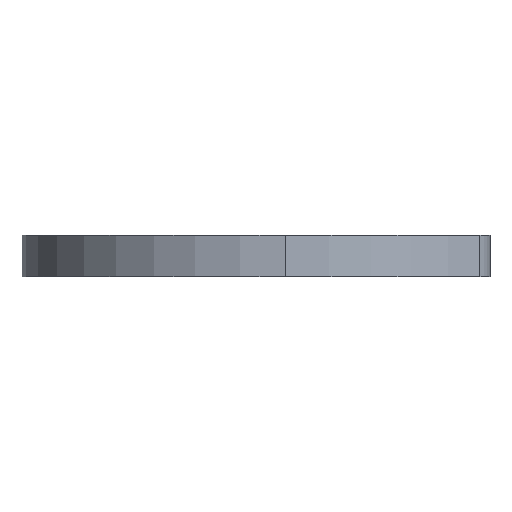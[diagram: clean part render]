
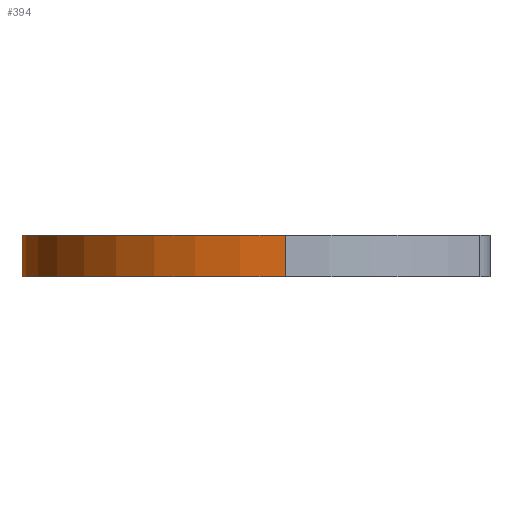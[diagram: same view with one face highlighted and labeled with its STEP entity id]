
A CAD part, left-side view. The second image highlights one B-rep face of the part: STEP entity #394.
In plain terms, the highlighted cylindrical face has radius 3.848 mm (diameter 7.697 mm), a partial arc.
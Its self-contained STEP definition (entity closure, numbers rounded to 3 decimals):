
#39 = CARTESIAN_POINT ( 'NONE',  ( 0., 0., 0. ) ) ;
#61 = CARTESIAN_POINT ( 'NONE',  ( 0., 0., -0.6 ) ) ;
#73 = EDGE_CURVE ( 'NONE', #181, #125, #687, .T. ) ;
#79 = LINE ( 'NONE', #430, #433 ) ;
#88 = CARTESIAN_POINT ( 'NONE',  ( -3.848, 0., 0. ) ) ;
#125 = VERTEX_POINT ( 'NONE', #88 ) ;
#181 = VERTEX_POINT ( 'NONE', #424 ) ;
#228 = EDGE_CURVE ( 'NONE', #447, #125, #290, .T. ) ;
#245 = DIRECTION ( 'NONE',  ( 0., 0., 1. ) ) ;
#269 = DIRECTION ( 'NONE',  ( 1., 0., 0. ) ) ;
#286 = DIRECTION ( 'NONE',  ( 0., 0., 1. ) ) ;
#290 = LINE ( 'NONE', #427, #521 ) ;
#291 = AXIS2_PLACEMENT_3D ( 'NONE', #39, #286, #269 ) ;
#308 = DIRECTION ( 'NONE',  ( 1., 0., 0. ) ) ;
#354 = EDGE_CURVE ( 'NONE', #650, #181, #79, .T. ) ;
#356 = CIRCLE ( 'NONE', #411, 3.848 ) ;
#363 = AXIS2_PLACEMENT_3D ( 'NONE', #61, #508, #308 ) ;
#368 = DIRECTION ( 'NONE',  ( 0., 0., 1. ) ) ;
#394 = ADVANCED_FACE ( 'NONE', ( #566 ), #738, .T. ) ;
#411 = AXIS2_PLACEMENT_3D ( 'NONE', #549, #245, #683 ) ;
#415 = EDGE_LOOP ( 'NONE', ( #715, #671, #782, #757 ) ) ;
#424 = CARTESIAN_POINT ( 'NONE',  ( 3.848, 0., 0. ) ) ;
#427 = CARTESIAN_POINT ( 'NONE',  ( -3.848, 0., -0.6 ) ) ;
#430 = CARTESIAN_POINT ( 'NONE',  ( 3.848, 0., -0.6 ) ) ;
#433 = VECTOR ( 'NONE', #368, 1000. ) ;
#447 = VERTEX_POINT ( 'NONE', #526 ) ;
#508 = DIRECTION ( 'NONE',  ( 0., 0., 1. ) ) ;
#521 = VECTOR ( 'NONE', #670, 1000. ) ;
#526 = CARTESIAN_POINT ( 'NONE',  ( -3.848, 0., -0.6 ) ) ;
#549 = CARTESIAN_POINT ( 'NONE',  ( 0., 0., -0.6 ) ) ;
#566 = FACE_OUTER_BOUND ( 'NONE', #415, .T. ) ;
#596 = CARTESIAN_POINT ( 'NONE',  ( 3.848, 0., -0.6 ) ) ;
#650 = VERTEX_POINT ( 'NONE', #596 ) ;
#670 = DIRECTION ( 'NONE',  ( 0., 0., 1. ) ) ;
#671 = ORIENTED_EDGE ( 'NONE', *, *, #228, .T. ) ;
#683 = DIRECTION ( 'NONE',  ( 1., 0., 0. ) ) ;
#687 = CIRCLE ( 'NONE', #291, 3.848 ) ;
#704 = EDGE_CURVE ( 'NONE', #650, #447, #356, .T. ) ;
#715 = ORIENTED_EDGE ( 'NONE', *, *, #704, .T. ) ;
#738 = CYLINDRICAL_SURFACE ( 'NONE', #363, 3.848 ) ;
#757 = ORIENTED_EDGE ( 'NONE', *, *, #354, .F. ) ;
#782 = ORIENTED_EDGE ( 'NONE', *, *, #73, .F. ) ;
